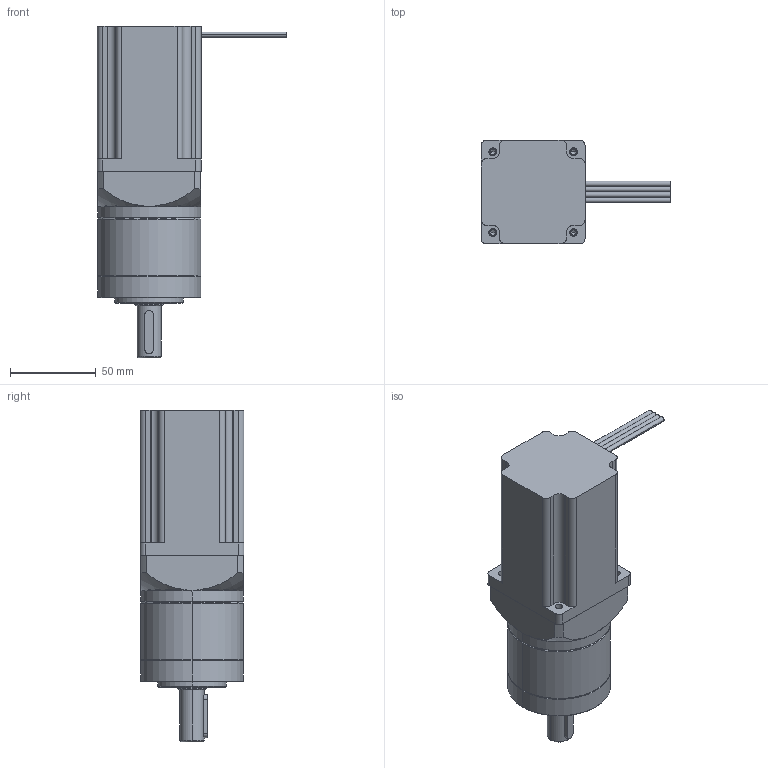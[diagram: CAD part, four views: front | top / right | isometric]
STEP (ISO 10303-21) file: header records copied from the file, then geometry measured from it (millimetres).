
FILE_DESCRIPTION (( 'STEP AP214' ), '1' );
FILE_NAME ('AM24HS5401-PG10.STEP', '2016-07-18T07:10:00', ( 'jrww' ), ( 'jrww' ), 'SwSTEP 2.0', 'SolidWorks 2011', '' );
FILE_SCHEMA (( 'AUTOMOTIVE_DESIGN' ));
Length unit declared in the file: millimetre
Products named in the file (1): AM24HS5401-PG10
Bounding box: 110.5 x 60.5 x 193.5 mm (x, y, z)
Volume: 489925.4 mm3; surface area: 57175.7 mm2
Topology: 2 solids, 2 shells, 201 faces, 475 edges, 285 vertices
Faces by surface type: cylinder 87, cone 58, plane 46, torus 6, sphere 4
Entity records: 5794 total; most frequent: DIRECTION 1081, CARTESIAN_POINT 1031, ORIENTED_EDGE 914, EDGE_CURVE 457, AXIS2_PLACEMENT_3D 433, VERTEX_POINT 285, EDGE_LOOP 234, CIRCLE 231
